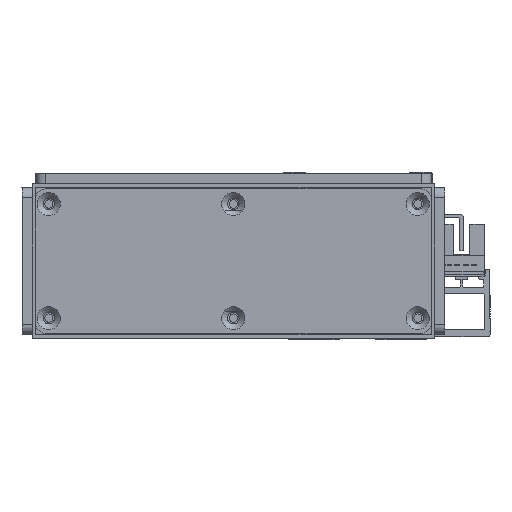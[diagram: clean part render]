
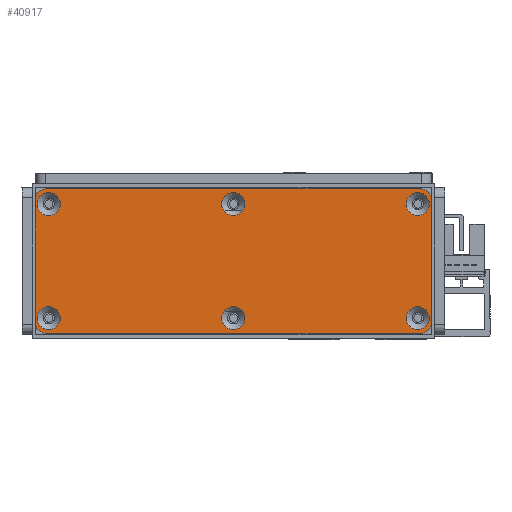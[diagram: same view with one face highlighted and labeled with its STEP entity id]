
A CAD part, front view. The second image highlights one B-rep face of the part: STEP entity #40917.
In plain terms, the highlighted face is planar.
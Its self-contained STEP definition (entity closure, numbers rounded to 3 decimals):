
#713=FACE_BOUND('',#7439,.T.);
#714=FACE_BOUND('',#7440,.T.);
#715=FACE_BOUND('',#7441,.T.);
#716=FACE_BOUND('',#7442,.T.);
#717=FACE_BOUND('',#7443,.T.);
#718=FACE_BOUND('',#7444,.T.);
#2375=PLANE('',#44281);
#4910=FACE_OUTER_BOUND('',#7438,.T.);
#7438=EDGE_LOOP('',(#38149,#38150,#38151,#38152,#38153,#38154,#38155,#38156));
#7439=EDGE_LOOP('',(#38157));
#7440=EDGE_LOOP('',(#38158));
#7441=EDGE_LOOP('',(#38159));
#7442=EDGE_LOOP('',(#38160));
#7443=EDGE_LOOP('',(#38161));
#7444=EDGE_LOOP('',(#38162));
#11971=LINE('',#67773,#16582);
#11975=LINE('',#67785,#16586);
#11979=LINE('',#67797,#16590);
#11983=LINE('',#67807,#16594);
#16582=VECTOR('',#54664,10.);
#16586=VECTOR('',#54676,10.);
#16590=VECTOR('',#54688,10.);
#16594=VECTOR('',#54700,10.);
#17732=CIRCLE('',#44235,3.45);
#17735=CIRCLE('',#44240,3.45);
#17738=CIRCLE('',#44245,3.45);
#17741=CIRCLE('',#44250,3.45);
#17744=CIRCLE('',#44255,3.45);
#17747=CIRCLE('',#44260,3.45);
#17751=CIRCLE('',#44266,3.);
#17753=CIRCLE('',#44270,3.);
#17755=CIRCLE('',#44274,3.);
#17757=CIRCLE('',#44278,3.);
#21404=VERTEX_POINT('',#67701);
#21407=VERTEX_POINT('',#67711);
#21410=VERTEX_POINT('',#67721);
#21413=VERTEX_POINT('',#67731);
#21416=VERTEX_POINT('',#67741);
#21419=VERTEX_POINT('',#67751);
#21424=VERTEX_POINT('',#67764);
#21425=VERTEX_POINT('',#67766);
#21427=VERTEX_POINT('',#67772);
#21429=VERTEX_POINT('',#67778);
#21431=VERTEX_POINT('',#67784);
#21433=VERTEX_POINT('',#67790);
#21435=VERTEX_POINT('',#67796);
#21437=VERTEX_POINT('',#67802);
#26994=EDGE_CURVE('',#21404,#21404,#17732,.T.);
#26999=EDGE_CURVE('',#21407,#21407,#17735,.T.);
#27004=EDGE_CURVE('',#21410,#21410,#17738,.T.);
#27009=EDGE_CURVE('',#21413,#21413,#17741,.T.);
#27014=EDGE_CURVE('',#21416,#21416,#17744,.T.);
#27019=EDGE_CURVE('',#21419,#21419,#17747,.T.);
#27026=EDGE_CURVE('',#21425,#21424,#17751,.T.);
#27029=EDGE_CURVE('',#21427,#21425,#11971,.T.);
#27032=EDGE_CURVE('',#21429,#21427,#17753,.T.);
#27035=EDGE_CURVE('',#21431,#21429,#11975,.T.);
#27038=EDGE_CURVE('',#21433,#21431,#17755,.T.);
#27041=EDGE_CURVE('',#21435,#21433,#11979,.T.);
#27044=EDGE_CURVE('',#21437,#21435,#17757,.T.);
#27047=EDGE_CURVE('',#21424,#21437,#11983,.T.);
#38149=ORIENTED_EDGE('',*,*,#27047,.T.);
#38150=ORIENTED_EDGE('',*,*,#27044,.T.);
#38151=ORIENTED_EDGE('',*,*,#27041,.T.);
#38152=ORIENTED_EDGE('',*,*,#27038,.T.);
#38153=ORIENTED_EDGE('',*,*,#27035,.T.);
#38154=ORIENTED_EDGE('',*,*,#27032,.T.);
#38155=ORIENTED_EDGE('',*,*,#27029,.T.);
#38156=ORIENTED_EDGE('',*,*,#27026,.T.);
#38157=ORIENTED_EDGE('',*,*,#26994,.T.);
#38158=ORIENTED_EDGE('',*,*,#26999,.T.);
#38159=ORIENTED_EDGE('',*,*,#27004,.T.);
#38160=ORIENTED_EDGE('',*,*,#27009,.T.);
#38161=ORIENTED_EDGE('',*,*,#27014,.T.);
#38162=ORIENTED_EDGE('',*,*,#27019,.T.);
#40917=ADVANCED_FACE('',(#4910,#713,#714,#715,#716,#717,#718),#2375,.T.);
#44235=AXIS2_PLACEMENT_3D('',#67702,#54583,#54584);
#44240=AXIS2_PLACEMENT_3D('',#67712,#54595,#54596);
#44245=AXIS2_PLACEMENT_3D('',#67722,#54607,#54608);
#44250=AXIS2_PLACEMENT_3D('',#67732,#54619,#54620);
#44255=AXIS2_PLACEMENT_3D('',#67742,#54631,#54632);
#44260=AXIS2_PLACEMENT_3D('',#67752,#54643,#54644);
#44266=AXIS2_PLACEMENT_3D('',#67767,#54658,#54659);
#44270=AXIS2_PLACEMENT_3D('',#67779,#54670,#54671);
#44274=AXIS2_PLACEMENT_3D('',#67791,#54682,#54683);
#44278=AXIS2_PLACEMENT_3D('',#67803,#54694,#54695);
#44281=AXIS2_PLACEMENT_3D('',#67809,#54703,#54704);
#54583=DIRECTION('center_axis',(0.,0.,-1.));
#54584=DIRECTION('ref_axis',(1.,0.,0.));
#54595=DIRECTION('center_axis',(0.,0.,-1.));
#54596=DIRECTION('ref_axis',(1.,0.,0.));
#54607=DIRECTION('center_axis',(0.,0.,-1.));
#54608=DIRECTION('ref_axis',(1.,0.,0.));
#54619=DIRECTION('center_axis',(0.,0.,-1.));
#54620=DIRECTION('ref_axis',(1.,0.,0.));
#54631=DIRECTION('center_axis',(0.,0.,-1.));
#54632=DIRECTION('ref_axis',(1.,0.,0.));
#54643=DIRECTION('center_axis',(0.,0.,-1.));
#54644=DIRECTION('ref_axis',(1.,0.,0.));
#54658=DIRECTION('center_axis',(0.,0.,1.));
#54659=DIRECTION('ref_axis',(-1.,0.,0.));
#54664=DIRECTION('',(0.,1.,0.));
#54670=DIRECTION('center_axis',(0.,0.,1.));
#54671=DIRECTION('ref_axis',(0.,1.,0.));
#54676=DIRECTION('',(1.,0.,0.));
#54682=DIRECTION('center_axis',(0.,0.,1.));
#54683=DIRECTION('ref_axis',(1.,0.,0.));
#54688=DIRECTION('',(0.,-1.,0.));
#54694=DIRECTION('center_axis',(0.,0.,1.));
#54695=DIRECTION('ref_axis',(0.,-1.,0.));
#54700=DIRECTION('',(-1.,0.,0.));
#54703=DIRECTION('center_axis',(0.,0.,1.));
#54704=DIRECTION('ref_axis',(1.,0.,0.));
#67701=CARTESIAN_POINT('',(110.55,4.5,3.));
#67702=CARTESIAN_POINT('Origin',(114.,4.5,3.));
#67711=CARTESIAN_POINT('',(55.55,38.5,3.));
#67712=CARTESIAN_POINT('Origin',(59.,38.5,3.));
#67721=CARTESIAN_POINT('',(55.55,4.5,3.));
#67722=CARTESIAN_POINT('Origin',(59.,4.5,3.));
#67731=CARTESIAN_POINT('',(0.55,38.5,3.));
#67732=CARTESIAN_POINT('Origin',(4.,38.5,3.));
#67741=CARTESIAN_POINT('',(110.55,38.5,3.));
#67742=CARTESIAN_POINT('Origin',(114.,38.5,3.));
#67751=CARTESIAN_POINT('',(0.55,4.5,3.));
#67752=CARTESIAN_POINT('Origin',(4.,4.5,3.));
#67764=CARTESIAN_POINT('',(115.,43.,3.));
#67766=CARTESIAN_POINT('',(118.,40.,3.));
#67767=CARTESIAN_POINT('Origin',(115.,40.,3.));
#67772=CARTESIAN_POINT('',(118.,3.,3.));
#67773=CARTESIAN_POINT('',(118.,40.,3.));
#67778=CARTESIAN_POINT('',(115.,0.,3.));
#67779=CARTESIAN_POINT('Origin',(115.,3.,3.));
#67784=CARTESIAN_POINT('',(3.,0.,3.));
#67785=CARTESIAN_POINT('',(115.,0.,3.));
#67790=CARTESIAN_POINT('',(0.,3.,3.));
#67791=CARTESIAN_POINT('Origin',(3.,3.,3.));
#67796=CARTESIAN_POINT('',(0.,40.,3.));
#67797=CARTESIAN_POINT('',(0.,3.,3.));
#67802=CARTESIAN_POINT('',(3.,43.,3.));
#67803=CARTESIAN_POINT('Origin',(3.,40.,3.));
#67807=CARTESIAN_POINT('',(3.,43.,3.));
#67809=CARTESIAN_POINT('Origin',(59.,21.5,3.));
